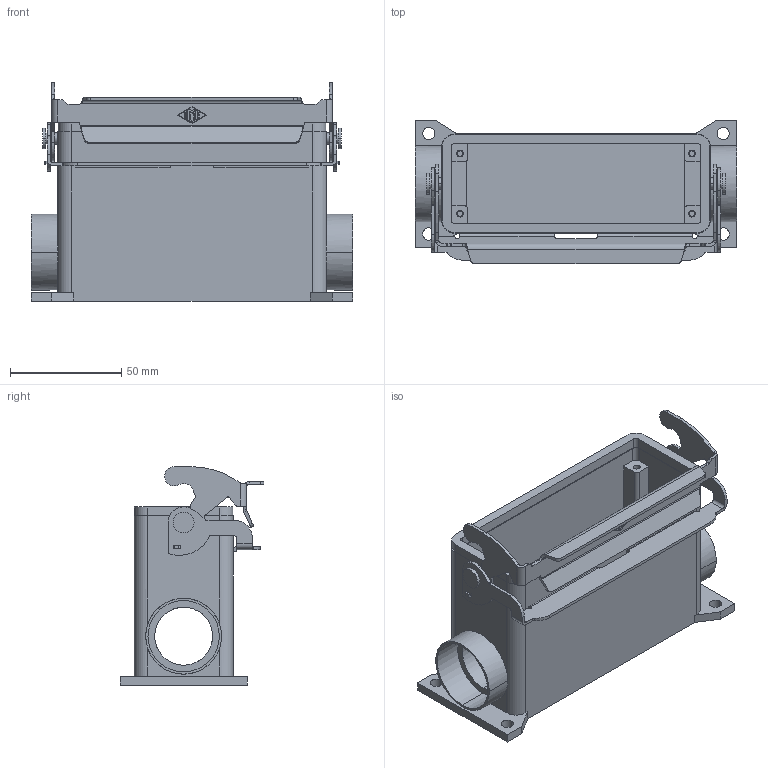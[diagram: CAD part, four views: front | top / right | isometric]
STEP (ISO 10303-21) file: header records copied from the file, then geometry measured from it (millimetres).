
FILE_DESCRIPTION(('Creo Elements/Direct Modeling STEP Export'),'2;1');
FILE_NAME('0ln7tug4dn5980h3184','2017-11-14T10:37:00',(''),(''),'PTC Creo Elements/Direct Modeling STEP processor for AP214 (Solid Model)','PTC Creo Elements/Direct Modeling 19.0E 27-Jun-2016 (C) Parametric Technology GmbH','');
FILE_SCHEMA(('AUTOMOTIVE_DESIGN { 1 0 10303 214 1 1 1 1 }'));
Length unit declared in the file: millimetre
Products named in the file (1): RVAP_24_L232
Bounding box: 144 x 64.48 x 98 mm (x, y, z)
Volume: 145932.4 mm3; surface area: 81374 mm2
Topology: 1 solids, 1 shells, 385 faces, 1053 edges, 698 vertices
Faces by surface type: plane 201, cylinder 172, bspline 12
Entity records: 15483 total; most frequent: CARTESIAN_POINT 5633, ORIENTED_EDGE 2106, DIRECTION 1989, EDGE_CURVE 1053, VERTEX_POINT 698, VECTOR 671, LINE 671, AXIS2_PLACEMENT_3D 659
